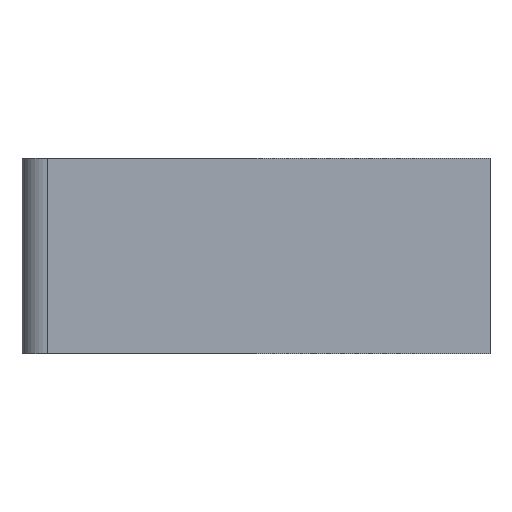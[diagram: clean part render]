
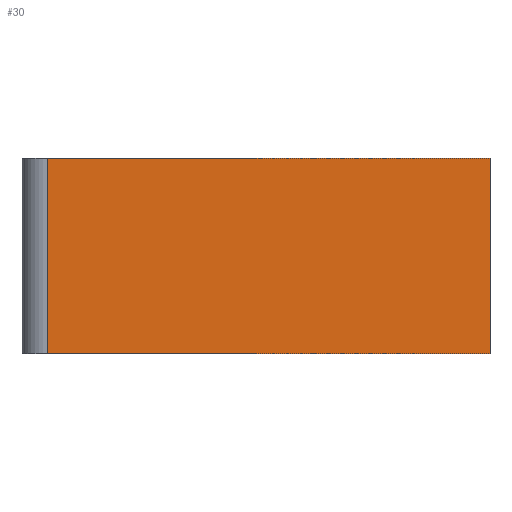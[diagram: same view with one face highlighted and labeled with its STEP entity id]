
A CAD part, left-side view. The second image highlights one B-rep face of the part: STEP entity #30.
In plain terms, the highlighted planar face has unit normal (-1, 0, 0).
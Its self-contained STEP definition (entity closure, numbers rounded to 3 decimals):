
#5 = DIRECTION ( 'NONE',  ( 0., -1., 0. ) ) ;
#9 = CARTESIAN_POINT ( 'NONE',  ( 0., 0., 0. ) ) ;
#22 = EDGE_CURVE ( 'NONE', #207, #164, #166, .T. ) ;
#30 = ADVANCED_FACE ( 'NONE', ( #55 ), #288, .T. ) ;
#34 = LINE ( 'NONE', #157, #183 ) ;
#36 = DIRECTION ( 'NONE',  ( -1., 0., 0. ) ) ;
#38 = EDGE_CURVE ( 'NONE', #164, #335, #34, .T. ) ;
#40 = CARTESIAN_POINT ( 'NONE',  ( 0., 102., 0. ) ) ;
#43 = VERTEX_POINT ( 'NONE', #134 ) ;
#44 = DIRECTION ( 'NONE',  ( 0., -1., 0. ) ) ;
#46 = VECTOR ( 'NONE', #114, 1000. ) ;
#55 = FACE_OUTER_BOUND ( 'NONE', #155, .T. ) ;
#78 = AXIS2_PLACEMENT_3D ( 'NONE', #9, #36, #185 ) ;
#82 = LINE ( 'NONE', #98, #305 ) ;
#98 = CARTESIAN_POINT ( 'NONE',  ( 0., 0., 0. ) ) ;
#114 = DIRECTION ( 'NONE',  ( 0., 0., -1. ) ) ;
#122 = ORIENTED_EDGE ( 'NONE', *, *, #22, .T. ) ;
#132 = ORIENTED_EDGE ( 'NONE', *, *, #262, .F. ) ;
#134 = CARTESIAN_POINT ( 'NONE',  ( 0., 0., 45. ) ) ;
#155 = EDGE_LOOP ( 'NONE', ( #232, #122, #257, #132 ) ) ;
#157 = CARTESIAN_POINT ( 'NONE',  ( 0., 0., 0. ) ) ;
#158 = CARTESIAN_POINT ( 'NONE',  ( 0., 102., 0. ) ) ;
#164 = VERTEX_POINT ( 'NONE', #158 ) ;
#166 = LINE ( 'NONE', #40, #46 ) ;
#168 = VECTOR ( 'NONE', #44, 1000. ) ;
#183 = VECTOR ( 'NONE', #5, 1000. ) ;
#185 = DIRECTION ( 'NONE',  ( 0., 0., 1. ) ) ;
#207 = VERTEX_POINT ( 'NONE', #327 ) ;
#227 = EDGE_CURVE ( 'NONE', #207, #43, #300, .T. ) ;
#232 = ORIENTED_EDGE ( 'NONE', *, *, #227, .F. ) ;
#249 = CARTESIAN_POINT ( 'NONE',  ( 0., 0., 45. ) ) ;
#257 = ORIENTED_EDGE ( 'NONE', *, *, #38, .T. ) ;
#262 = EDGE_CURVE ( 'NONE', #43, #335, #82, .T. ) ;
#277 = DIRECTION ( 'NONE',  ( 0., 0., -1. ) ) ;
#280 = CARTESIAN_POINT ( 'NONE',  ( 0., 0., 0. ) ) ;
#288 = PLANE ( 'NONE',  #78 ) ;
#300 = LINE ( 'NONE', #249, #168 ) ;
#305 = VECTOR ( 'NONE', #277, 1000. ) ;
#327 = CARTESIAN_POINT ( 'NONE',  ( 0., 102., 45. ) ) ;
#335 = VERTEX_POINT ( 'NONE', #280 ) ;
